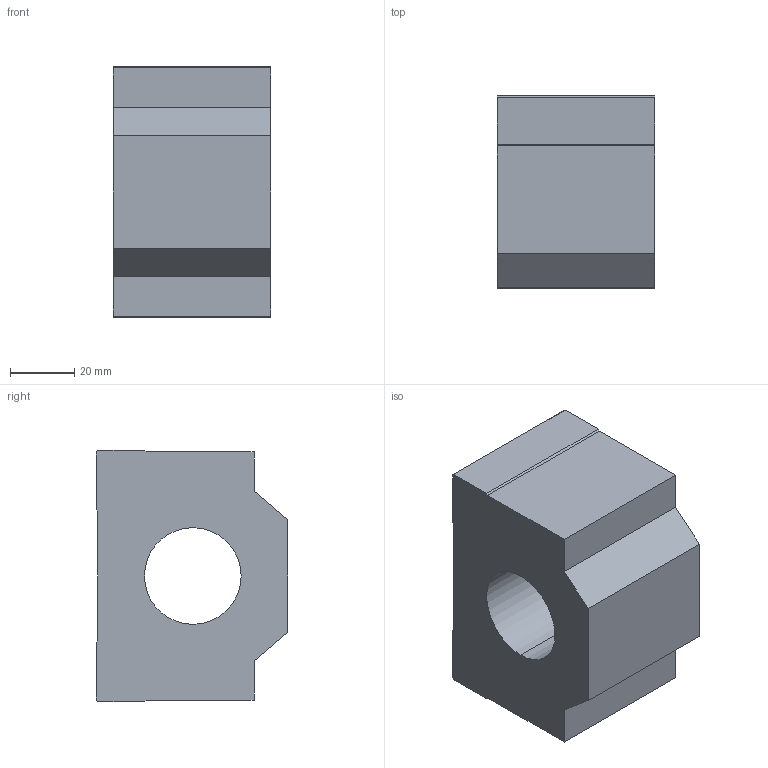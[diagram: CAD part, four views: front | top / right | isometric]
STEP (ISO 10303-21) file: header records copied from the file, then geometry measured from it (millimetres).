
FILE_DESCRIPTION (( 'STEP AP203' ), '1' );
FILE_NAME ('KBA30SUU.STEP', '2014-08-12T12:06:07', ( 'Ovidiu Buiga' ), ( '' ), 'SwSTEP 2.0', 'SolidWorks 2010', '' );
FILE_SCHEMA (( 'CONFIG_CONTROL_DESIGN' ));
Length unit declared in the file: millimetre
Products named in the file (1): KBA30SUU
Bounding box: 48.9 x 59.5 x 78 mm (x, y, z)
Volume: 170361.3 mm3; surface area: 25561.1 mm2
Topology: 1 solids, 1 shells, 30 faces, 80 edges, 50 vertices
Faces by surface type: plane 20, cylinder 6, cone 4
Entity records: 977 total; most frequent: CARTESIAN_POINT 157, ORIENTED_EDGE 152, DIRECTION 150, EDGE_CURVE 76, LINE 64, VECTOR 64, VERTEX_POINT 50, AXIS2_PLACEMENT_3D 43
